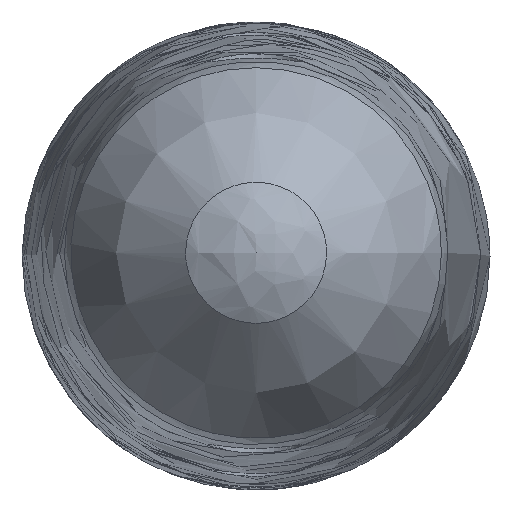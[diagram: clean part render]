
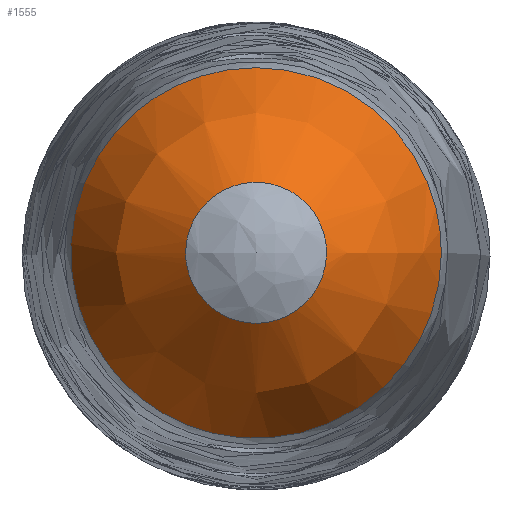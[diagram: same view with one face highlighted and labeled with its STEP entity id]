
A CAD part, top view. The second image highlights one B-rep face of the part: STEP entity #1555.
In plain terms, the highlighted free-form (B-spline) face has degree [2, 2] with [3, 9] control points.
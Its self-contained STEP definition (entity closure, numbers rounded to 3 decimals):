
#1499 = EDGE_CURVE('',#1500,#1502,#1504,.T.);
#1500 = VERTEX_POINT('',#1501);
#1501 = CARTESIAN_POINT('',(-0.775,0.,22.016));
#1502 = VERTEX_POINT('',#1503);
#1503 = CARTESIAN_POINT('',(0.775,0.,
    22.016));
#1504 = ( BOUNDED_CURVE() B_SPLINE_CURVE(2,(#1505,#1506,#1507,#1508,
#1509),.UNSPECIFIED.,.F.,.F.) B_SPLINE_CURVE_WITH_KNOTS((3,2,3),(
    3.142,4.712,6.283),
.PIECEWISE_BEZIER_KNOTS.) CURVE() GEOMETRIC_REPRESENTATION_ITEM() 
RATIONAL_B_SPLINE_CURVE((1.,0.707,1.,0.707,1.)) 
REPRESENTATION_ITEM('') );
#1505 = CARTESIAN_POINT('',(-0.775,0.,
    22.016));
#1506 = CARTESIAN_POINT('',(-0.775,0.775,
    22.016));
#1507 = CARTESIAN_POINT('',(0.,0.775,
    22.016));
#1508 = CARTESIAN_POINT('',(0.775,0.775,
    22.016));
#1509 = CARTESIAN_POINT('',(0.775,0.,
    22.016));
#1520 = EDGE_CURVE('',#1502,#1500,#1521,.T.);
#1521 = ( BOUNDED_CURVE() B_SPLINE_CURVE(2,(#1522,#1523,#1524,#1525,
#1526),.UNSPECIFIED.,.F.,.F.) B_SPLINE_CURVE_WITH_KNOTS((3,2,3),(0.,
1.571,3.142),.PIECEWISE_BEZIER_KNOTS.) CURVE() 
GEOMETRIC_REPRESENTATION_ITEM() RATIONAL_B_SPLINE_CURVE((1.,
0.707,1.,0.707,1.)) REPRESENTATION_ITEM('') );
#1522 = CARTESIAN_POINT('',(0.775,0.,22.016));
#1523 = CARTESIAN_POINT('',(0.775,-0.775,
    22.016));
#1524 = CARTESIAN_POINT('',(0.,-0.775,
    22.016));
#1525 = CARTESIAN_POINT('',(-0.775,-0.775,
    22.016));
#1526 = CARTESIAN_POINT('',(-0.775,0.,
    22.016));
#1555 = ADVANCED_FACE('',(#1556),#1579,.F.);
#1556 = FACE_BOUND('',#1557,.F.);
#1557 = EDGE_LOOP('',(#1558,#1566,#1567,#1568,#1569));
#1558 = ORIENTED_EDGE('',*,*,#1559,.T.);
#1559 = EDGE_CURVE('',#1560,#1502,#1562,.T.);
#1560 = VERTEX_POINT('',#1561);
#1561 = CARTESIAN_POINT('',(2.039,0.,
    20.448));
#1562 = ( BOUNDED_CURVE() B_SPLINE_CURVE(2,(#1563,#1564,#1565),
.UNSPECIFIED.,.F.,.F.) B_SPLINE_CURVE_WITH_KNOTS((3,3),(0.342,
1.015),.PIECEWISE_BEZIER_KNOTS.) CURVE() 
GEOMETRIC_REPRESENTATION_ITEM() RATIONAL_B_SPLINE_CURVE((1.,
0.944,1.)) REPRESENTATION_ITEM('') );
#1563 = CARTESIAN_POINT('',(2.039,0.,
    20.448));
#1564 = CARTESIAN_POINT('',(1.681,0.,
    21.453));
#1565 = CARTESIAN_POINT('',(0.775,0.,
    22.016));
#1566 = ORIENTED_EDGE('',*,*,#1499,.F.);
#1567 = ORIENTED_EDGE('',*,*,#1520,.F.);
#1568 = ORIENTED_EDGE('',*,*,#1559,.F.);
#1569 = ORIENTED_EDGE('',*,*,#1570,.T.);
#1570 = EDGE_CURVE('',#1560,#1560,#1571,.T.);
#1571 = ( BOUNDED_CURVE() B_SPLINE_CURVE(2,(#1572,#1573,#1574,#1575,
#1576,#1577,#1578),.UNSPECIFIED.,.T.,.F.) B_SPLINE_CURVE_WITH_KNOTS((1,2
    ,2,2,2,1),(-2.094,0.,2.094,4.189,
6.283,8.378),.UNSPECIFIED.) CURVE() 
GEOMETRIC_REPRESENTATION_ITEM() RATIONAL_B_SPLINE_CURVE((1.,0.5,1.,0.5,
1.,0.5,1.)) REPRESENTATION_ITEM('') );
#1572 = CARTESIAN_POINT('',(2.039,0.,20.448));
#1573 = CARTESIAN_POINT('',(2.039,-3.531,
    20.448));
#1574 = CARTESIAN_POINT('',(-1.019,-1.766,
    20.448));
#1575 = CARTESIAN_POINT('',(-4.078,0.,
    20.448));
#1576 = CARTESIAN_POINT('',(-1.019,1.766,
    20.448));
#1577 = CARTESIAN_POINT('',(2.039,3.531,
    20.448));
#1578 = CARTESIAN_POINT('',(2.039,0.,20.448));
#1579 = ( BOUNDED_SURFACE() B_SPLINE_SURFACE(2,2,(
    (#1580,#1581,#1582,#1583,#1584,#1585,#1586,#1587,#1588)
    ,(#1589,#1590,#1591,#1592,#1593,#1594,#1595,#1596,#1597)
    ,(#1598,#1599,#1600,#1601,#1602,#1603,#1604,#1605,#1606
)),.UNSPECIFIED.,.F.,.T.,.F.) B_SPLINE_SURFACE_WITH_KNOTS((3,3),(1,2,2,2
    ,2,2,1),(-1.015,-0.342),(-4.712,
    -3.142,-1.571,0.,1.571,3.142,
4.712),.UNSPECIFIED.) GEOMETRIC_REPRESENTATION_ITEM() 
RATIONAL_B_SPLINE_SURFACE((
    (1.,0.707,1.,0.707,1.,0.707,1.
      ,0.707,1.)
    ,(0.944,0.667,0.944,0.667
      ,0.944,0.667,0.944,0.667
      ,0.944)
    ,(1.,0.707,1.,0.707,1.,0.707,1.
,0.707,1.))) REPRESENTATION_ITEM('') SURFACE() );
#1580 = CARTESIAN_POINT('',(0.775,0.,22.016));
#1581 = CARTESIAN_POINT('',(0.775,-0.775,
    22.016));
#1582 = CARTESIAN_POINT('',(0.,-0.775,22.016));
#1583 = CARTESIAN_POINT('',(-0.775,-0.775,
    22.016));
#1584 = CARTESIAN_POINT('',(-0.775,0.,22.016));
#1585 = CARTESIAN_POINT('',(-0.775,0.775,
    22.016));
#1586 = CARTESIAN_POINT('',(0.,0.775,22.016));
#1587 = CARTESIAN_POINT('',(0.775,0.775,
    22.016));
#1588 = CARTESIAN_POINT('',(0.775,0.,22.016));
#1589 = CARTESIAN_POINT('',(1.681,0.,21.453));
#1590 = CARTESIAN_POINT('',(1.681,-1.681,
    21.453));
#1591 = CARTESIAN_POINT('',(0.,-1.681,21.453));
#1592 = CARTESIAN_POINT('',(-1.681,-1.681,
    21.453));
#1593 = CARTESIAN_POINT('',(-1.681,0.,21.453));
#1594 = CARTESIAN_POINT('',(-1.681,1.681,
    21.453));
#1595 = CARTESIAN_POINT('',(0.,1.681,21.453));
#1596 = CARTESIAN_POINT('',(1.681,1.681,
    21.453));
#1597 = CARTESIAN_POINT('',(1.681,0.,21.453));
#1598 = CARTESIAN_POINT('',(2.039,0.,20.448));
#1599 = CARTESIAN_POINT('',(2.039,-2.039,
    20.448));
#1600 = CARTESIAN_POINT('',(0.,-2.039,20.448));
#1601 = CARTESIAN_POINT('',(-2.039,-2.039,
    20.448));
#1602 = CARTESIAN_POINT('',(-2.039,0.,20.448));
#1603 = CARTESIAN_POINT('',(-2.039,2.039,
    20.448));
#1604 = CARTESIAN_POINT('',(0.,2.039,20.448));
#1605 = CARTESIAN_POINT('',(2.039,2.039,
    20.448));
#1606 = CARTESIAN_POINT('',(2.039,0.,20.448));
